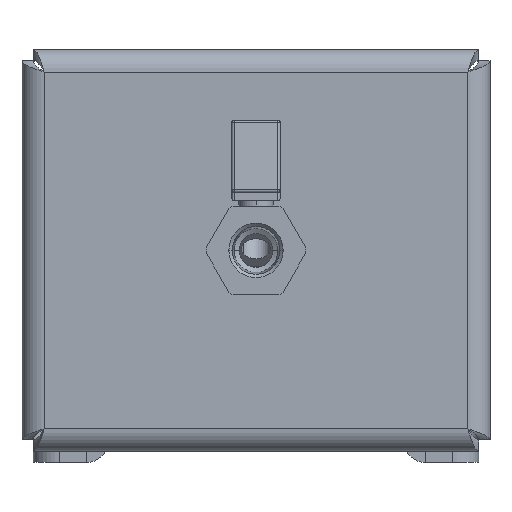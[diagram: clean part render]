
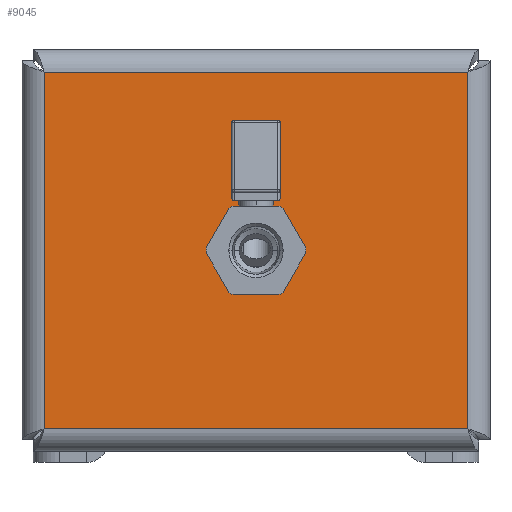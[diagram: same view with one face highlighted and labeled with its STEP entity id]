
A CAD part, front view. The second image highlights one B-rep face of the part: STEP entity #9045.
In plain terms, the highlighted planar face has unit normal (0, -1, 0).
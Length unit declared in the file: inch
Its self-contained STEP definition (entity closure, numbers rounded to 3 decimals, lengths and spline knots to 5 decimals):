
#1328=DIRECTION('',(0.,0.,1.));
#1329=VECTOR('',#1328,3.3316);
#1330=CARTESIAN_POINT('',(-1.9762,0.,-1.6658));
#1331=LINE('',#1330,#1329);
#1351=CARTESIAN_POINT('',(0.,0.,0.));
#1352=DIRECTION('',(0.,1.,0.));
#1353=DIRECTION('',(0.,0.,1.));
#1354=AXIS2_PLACEMENT_3D('',#1351,#1352,#1353);
#1356=CARTESIAN_POINT('',(0.,0.,0.));
#1357=DIRECTION('',(0.,1.,0.));
#1358=DIRECTION('',(0.,0.,-1.));
#1359=AXIS2_PLACEMENT_3D('',#1356,#1357,#1358);
#1361=DIRECTION('',(1.,0.,0.));
#1362=VECTOR('',#1361,3.9524);
#1363=CARTESIAN_POINT('',(-1.9762,0.,1.6658));
#1364=LINE('',#1363,#1362);
#1512=DIRECTION('',(-1.,0.,0.));
#1513=VECTOR('',#1512,3.9524);
#1514=CARTESIAN_POINT('',(1.9762,0.,-1.6658));
#1515=LINE('',#1514,#1513);
#1573=DIRECTION('',(0.,0.,-1.));
#1574=VECTOR('',#1573,3.3316);
#1575=CARTESIAN_POINT('',(1.9762,0.,1.6658));
#1576=LINE('',#1575,#1574);
#5942=CARTESIAN_POINT('',(1.9762,0.,1.6658));
#5943=CARTESIAN_POINT('',(1.9762,0.,-1.6658));
#5944=VERTEX_POINT('',#5942);
#5945=VERTEX_POINT('',#5943);
#5946=CARTESIAN_POINT('',(-1.9762,0.,-1.6658));
#5947=VERTEX_POINT('',#5946);
#5948=CARTESIAN_POINT('',(-1.9762,0.,1.6658));
#5949=VERTEX_POINT('',#5948);
#6002=CARTESIAN_POINT('',(0.,0.,0.3906));
#6003=CARTESIAN_POINT('',(0.,0.,-0.3906));
#6004=VERTEX_POINT('',#6002);
#6005=VERTEX_POINT('',#6003);
#9025=CARTESIAN_POINT('',(0.,0.,0.));
#9026=DIRECTION('',(0.,1.,0.));
#9027=DIRECTION('',(1.,0.,0.));
#9028=AXIS2_PLACEMENT_3D('',#9025,#9026,#9027);
#9029=PLANE('',#9028);
#9030=ORIENTED_EDGE('',*,*,#9009,.T.);
#9032=ORIENTED_EDGE('',*,*,#9031,.T.);
#9034=ORIENTED_EDGE('',*,*,#9033,.T.);
#9036=ORIENTED_EDGE('',*,*,#9035,.T.);
#9037=EDGE_LOOP('',(#9030,#9032,#9034,#9036));
#9038=FACE_OUTER_BOUND('',#9037,.F.);
#9040=ORIENTED_EDGE('',*,*,#9039,.F.);
#9042=ORIENTED_EDGE('',*,*,#9041,.F.);
#9043=EDGE_LOOP('',(#9040,#9042));
#9044=FACE_BOUND('',#9043,.F.);
#1355=CIRCLE('',#1354,0.3906);
#1360=CIRCLE('',#1359,0.3906);
#9009=EDGE_CURVE('',#5947,#5949,#1331,.T.);
#9031=EDGE_CURVE('',#5949,#5944,#1364,.T.);
#9033=EDGE_CURVE('',#5944,#5945,#1576,.T.);
#9035=EDGE_CURVE('',#5945,#5947,#1515,.T.);
#9039=EDGE_CURVE('',#6004,#6005,#1355,.T.);
#9041=EDGE_CURVE('',#6005,#6004,#1360,.T.);
#9045=ADVANCED_FACE('',(#9038,#9044),#9029,.F.);
